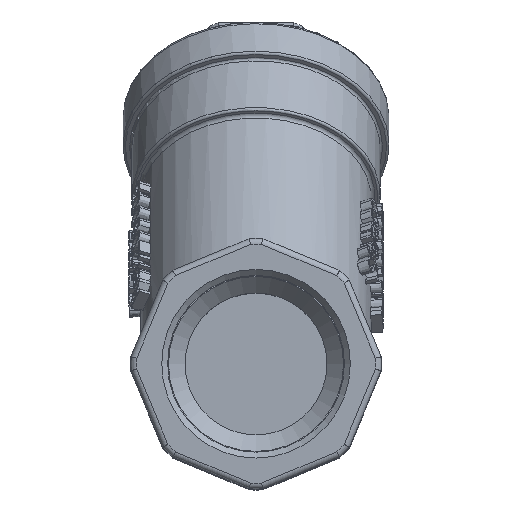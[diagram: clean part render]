
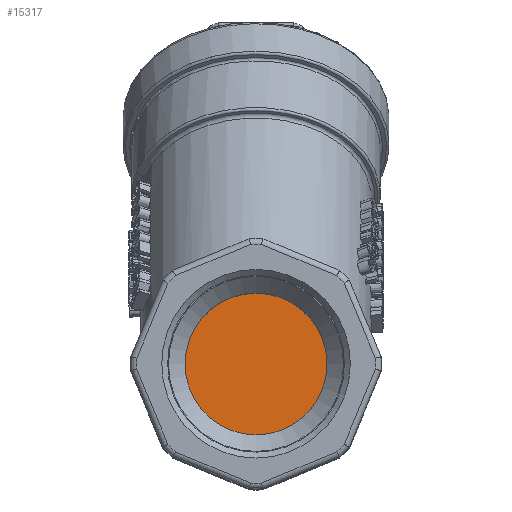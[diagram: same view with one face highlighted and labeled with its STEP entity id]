
A CAD part, top view. The second image highlights one B-rep face of the part: STEP entity #15317.
In plain terms, the highlighted planar face has unit normal (0, 0, 1).
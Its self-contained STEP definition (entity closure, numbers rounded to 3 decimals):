
#3510=PLANE('',#16053);
#4336=FACE_OUTER_BOUND('',#5245,.T.);
#5245=EDGE_LOOP('',(#13142));
#5642=CIRCLE('',#16051,6.);
#7018=VERTEX_POINT('',#36178);
#9090=EDGE_CURVE('',#7018,#7018,#5642,.T.);
#13142=ORIENTED_EDGE('',*,*,#9090,.T.);
#15317=ADVANCED_FACE('',(#4336),#3510,.T.);
#16051=AXIS2_PLACEMENT_3D('',#36179,#18296,#18297);
#16053=AXIS2_PLACEMENT_3D('',#36181,#18300,#18301);
#18296=DIRECTION('center_axis',(0.,0.,1.));
#18297=DIRECTION('ref_axis',(1.,0.,0.));
#18300=DIRECTION('center_axis',(0.,0.,1.));
#18301=DIRECTION('ref_axis',(1.,0.,0.));
#36178=CARTESIAN_POINT('',(6.,0.,5.));
#36179=CARTESIAN_POINT('Origin',(0.,0.,5.));
#36181=CARTESIAN_POINT('Origin',(0.,0.,5.));
